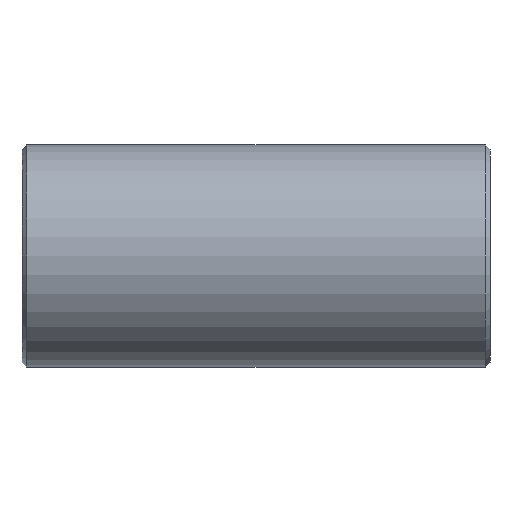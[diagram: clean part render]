
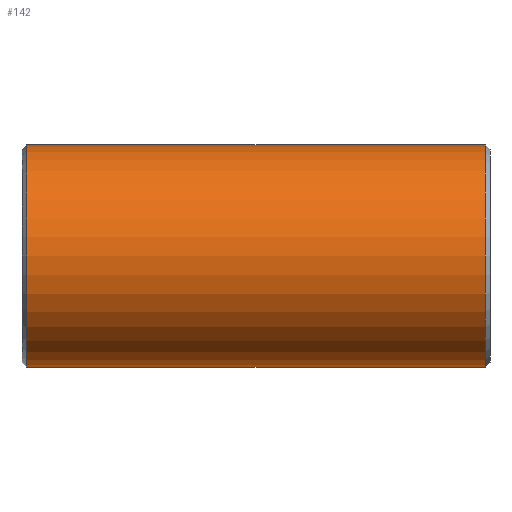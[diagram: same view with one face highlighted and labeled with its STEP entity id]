
A CAD part, front view. The second image highlights one B-rep face of the part: STEP entity #142.
In plain terms, the highlighted cylindrical face has radius 30.163 mm (diameter 60.325 mm), a partial arc.
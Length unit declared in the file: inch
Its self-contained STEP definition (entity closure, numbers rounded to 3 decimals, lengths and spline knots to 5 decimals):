
#5 = LINE ( 'NONE', #485, #184 ) ;
#19 = ORIENTED_EDGE ( 'NONE', *, *, #539, .F. ) ;
#23 = VERTEX_POINT ( 'NONE', #274 ) ;
#48 = LINE ( 'NONE', #638, #217 ) ;
#55 = AXIS2_PLACEMENT_3D ( 'NONE', #628, #90, #326 ) ;
#83 = VERTEX_POINT ( 'NONE', #698 ) ;
#90 = DIRECTION ( 'NONE',  ( -1., 0., 0. ) ) ;
#111 = FACE_OUTER_BOUND ( 'NONE', #262, .T. ) ;
#120 = DIRECTION ( 'NONE',  ( -1., 0., 0. ) ) ;
#142 = ADVANCED_FACE ( 'NONE', ( #111 ), #382, .T. ) ;
#170 = DIRECTION ( 'NONE',  ( 1., 0., 0. ) ) ;
#184 = VECTOR ( 'NONE', #422, 39.37008 ) ;
#186 = AXIS2_PLACEMENT_3D ( 'NONE', #657, #170, #649 ) ;
#217 = VECTOR ( 'NONE', #643, 39.37008 ) ;
#246 = CIRCLE ( 'NONE', #247, 1.1875 ) ;
#247 = AXIS2_PLACEMENT_3D ( 'NONE', #401, #120, #355 ) ;
#262 = EDGE_LOOP ( 'NONE', ( #19, #268, #315, #741 ) ) ;
#268 = ORIENTED_EDGE ( 'NONE', *, *, #535, .T. ) ;
#274 = CARTESIAN_POINT ( 'NONE',  ( -2.44867, 0., -1.1875 ) ) ;
#315 = ORIENTED_EDGE ( 'NONE', *, *, #500, .T. ) ;
#326 = DIRECTION ( 'NONE',  ( 0., 0., 1. ) ) ;
#355 = DIRECTION ( 'NONE',  ( 0., 0., -1. ) ) ;
#382 = CYLINDRICAL_SURFACE ( 'NONE', #55, 1.1875 ) ;
#395 = CARTESIAN_POINT ( 'NONE',  ( 2.44867, 0., 1.1875 ) ) ;
#401 = CARTESIAN_POINT ( 'NONE',  ( 2.44867, 0., 0. ) ) ;
#419 = CIRCLE ( 'NONE', #186, 1.1875 ) ;
#422 = DIRECTION ( 'NONE',  ( -1., 0., 0. ) ) ;
#485 = CARTESIAN_POINT ( 'NONE',  ( 2.5, 0., 1.1875 ) ) ;
#500 = EDGE_CURVE ( 'NONE', #675, #749, #5, .T. ) ;
#535 = EDGE_CURVE ( 'NONE', #83, #675, #246, .T. ) ;
#539 = EDGE_CURVE ( 'NONE', #83, #23, #48, .T. ) ;
#562 = CARTESIAN_POINT ( 'NONE',  ( -2.44867, 0., 1.1875 ) ) ;
#628 = CARTESIAN_POINT ( 'NONE',  ( 2.5, 0., 0. ) ) ;
#638 = CARTESIAN_POINT ( 'NONE',  ( 2.5, 0., -1.1875 ) ) ;
#643 = DIRECTION ( 'NONE',  ( -1., 0., 0. ) ) ;
#649 = DIRECTION ( 'NONE',  ( 0., 0., 1. ) ) ;
#655 = EDGE_CURVE ( 'NONE', #749, #23, #419, .T. ) ;
#657 = CARTESIAN_POINT ( 'NONE',  ( -2.44867, 0., 0. ) ) ;
#675 = VERTEX_POINT ( 'NONE', #395 ) ;
#698 = CARTESIAN_POINT ( 'NONE',  ( 2.44867, 0., -1.1875 ) ) ;
#741 = ORIENTED_EDGE ( 'NONE', *, *, #655, .T. ) ;
#749 = VERTEX_POINT ( 'NONE', #562 ) ;
